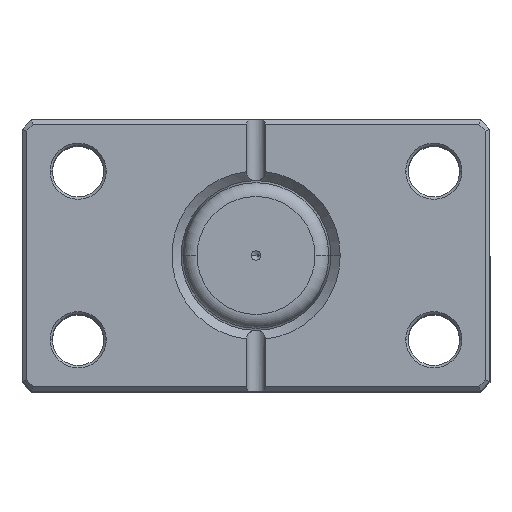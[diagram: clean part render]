
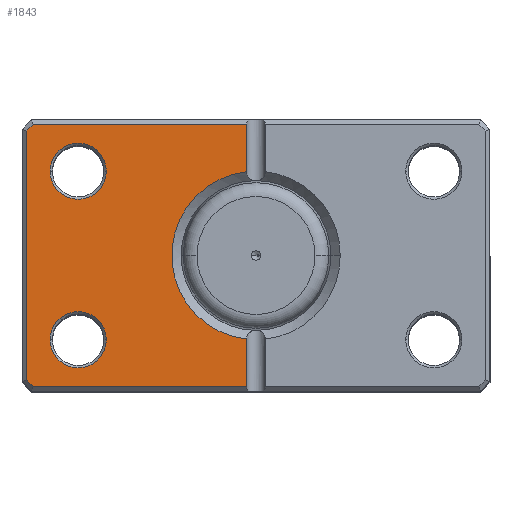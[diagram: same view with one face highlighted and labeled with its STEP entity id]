
A CAD part, top view. The second image highlights one B-rep face of the part: STEP entity #1843.
In plain terms, the highlighted face is planar.
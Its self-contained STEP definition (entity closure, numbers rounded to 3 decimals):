
#55 = DIRECTION ( 'NONE',  ( 0., -1., 0. ) ) ;
#275 = ORIENTED_EDGE ( 'NONE', *, *, #5293, .T. ) ;
#383 = DIRECTION ( 'NONE',  ( 0., 1., 0. ) ) ;
#422 = ORIENTED_EDGE ( 'NONE', *, *, #863, .T. ) ;
#551 = DIRECTION ( 'NONE',  ( 0., 0., 1. ) ) ;
#712 = LINE ( 'NONE', #5419, #3033 ) ;
#762 = VERTEX_POINT ( 'NONE', #2924 ) ;
#780 = EDGE_LOOP ( 'NONE', ( #2769, #4073 ) ) ;
#808 = EDGE_CURVE ( 'NONE', #4285, #2574, #2634, .T. ) ;
#851 = CARTESIAN_POINT ( 'NONE',  ( 0., -28., 0. ) ) ;
#856 = LINE ( 'NONE', #5081, #5897 ) ;
#863 = EDGE_CURVE ( 'NONE', #4604, #5220, #2494, .T. ) ;
#1017 = CARTESIAN_POINT ( 'NONE',  ( 47.586, -28., 0. ) ) ;
#1065 = CIRCLE ( 'NONE', #3468, 18. ) ;
#1090 = CARTESIAN_POINT ( 'NONE',  ( 49., 0., 0. ) ) ;
#1244 = CARTESIAN_POINT ( 'NONE',  ( 2., 28., 0. ) ) ;
#1254 = CARTESIAN_POINT ( 'NONE',  ( 37.793, -37.793, 0. ) ) ;
#1343 = VECTOR ( 'NONE', #4637, 1000. ) ;
#1366 = LINE ( 'NONE', #1090, #2638 ) ;
#1526 = CARTESIAN_POINT ( 'NONE',  ( 49., -26.586, 0. ) ) ;
#1551 = FACE_BOUND ( 'NONE', #780, .T. ) ;
#1740 = DIRECTION ( 'NONE',  ( 0., 0., 1. ) ) ;
#1806 = VERTEX_POINT ( 'NONE', #5772 ) ;
#1817 = ORIENTED_EDGE ( 'NONE', *, *, #2101, .T. ) ;
#1843 = ADVANCED_FACE ( 'NONE', ( #1551, #2803, #2957 ), #3917, .F. ) ;
#1890 = AXIS2_PLACEMENT_3D ( 'NONE', #4542, #5856, #4599 ) ;
#1950 = VERTEX_POINT ( 'NONE', #3019 ) ;
#1970 = ORIENTED_EDGE ( 'NONE', *, *, #4743, .T. ) ;
#2015 = CARTESIAN_POINT ( 'NONE',  ( 0., 0., 0. ) ) ;
#2017 = CARTESIAN_POINT ( 'NONE',  ( 32., -18., 0. ) ) ;
#2101 = EDGE_CURVE ( 'NONE', #5220, #4144, #712, .T. ) ;
#2179 = CARTESIAN_POINT ( 'NONE',  ( 49., 26.586, 0. ) ) ;
#2281 = CARTESIAN_POINT ( 'NONE',  ( 38., 18., 0. ) ) ;
#2462 = CARTESIAN_POINT ( 'NONE',  ( 38., 18., 0. ) ) ;
#2484 = DIRECTION ( 'NONE',  ( 0., 0., 1. ) ) ;
#2494 = LINE ( 'NONE', #3570, #4753 ) ;
#2574 = VERTEX_POINT ( 'NONE', #5241 ) ;
#2634 = CIRCLE ( 'NONE', #1890, 6. ) ;
#2638 = VECTOR ( 'NONE', #55, 1000. ) ;
#2752 = DIRECTION ( 'NONE',  ( 1., 0., 0. ) ) ;
#2769 = ORIENTED_EDGE ( 'NONE', *, *, #808, .T. ) ;
#2803 = FACE_BOUND ( 'NONE', #3399, .T. ) ;
#2924 = CARTESIAN_POINT ( 'NONE',  ( 32., 18., 0. ) ) ;
#2936 = DIRECTION ( 'NONE',  ( 1., 0., 0. ) ) ;
#2957 = FACE_OUTER_BOUND ( 'NONE', #4541, .T. ) ;
#2998 = DIRECTION ( 'NONE',  ( 1., 0., 0. ) ) ;
#3003 = DIRECTION ( 'NONE',  ( 0., 1., 0. ) ) ;
#3019 = CARTESIAN_POINT ( 'NONE',  ( 44., 18., 0. ) ) ;
#3033 = VECTOR ( 'NONE', #2998, 1000. ) ;
#3083 = ORIENTED_EDGE ( 'NONE', *, *, #3589, .T. ) ;
#3155 = DIRECTION ( 'NONE',  ( 0.707, -0.707, 0. ) ) ;
#3328 = DIRECTION ( 'NONE',  ( -1., 0., 0. ) ) ;
#3399 = EDGE_LOOP ( 'NONE', ( #5363, #275 ) ) ;
#3468 = AXIS2_PLACEMENT_3D ( 'NONE', #3519, #551, #3998 ) ;
#3519 = CARTESIAN_POINT ( 'NONE',  ( 0., 0., 0. ) ) ;
#3542 = CIRCLE ( 'NONE', #5449, 6. ) ;
#3570 = CARTESIAN_POINT ( 'NONE',  ( 2., 29., 0. ) ) ;
#3589 = EDGE_CURVE ( 'NONE', #4144, #3782, #856, .T. ) ;
#3760 = VECTOR ( 'NONE', #383, 1000. ) ;
#3782 = VERTEX_POINT ( 'NONE', #2179 ) ;
#3802 = EDGE_CURVE ( 'NONE', #2574, #4285, #6189, .T. ) ;
#3908 = LINE ( 'NONE', #1254, #1343 ) ;
#3917 = PLANE ( 'NONE',  #4349 ) ;
#3924 = CIRCLE ( 'NONE', #4596, 6. ) ;
#3998 = DIRECTION ( 'NONE',  ( 1., 0., 0. ) ) ;
#4073 = ORIENTED_EDGE ( 'NONE', *, *, #3802, .T. ) ;
#4144 = VERTEX_POINT ( 'NONE', #4320 ) ;
#4216 = ORIENTED_EDGE ( 'NONE', *, *, #5505, .T. ) ;
#4242 = VERTEX_POINT ( 'NONE', #1526 ) ;
#4285 = VERTEX_POINT ( 'NONE', #2017 ) ;
#4308 = VERTEX_POINT ( 'NONE', #1017 ) ;
#4320 = CARTESIAN_POINT ( 'NONE',  ( 47.586, 28., 0. ) ) ;
#4349 = AXIS2_PLACEMENT_3D ( 'NONE', #2015, #2484, #5851 ) ;
#4376 = ORIENTED_EDGE ( 'NONE', *, *, #4438, .T. ) ;
#4381 = VECTOR ( 'NONE', #3328, 1000. ) ;
#4438 = EDGE_CURVE ( 'NONE', #3782, #4242, #1366, .T. ) ;
#4467 = CARTESIAN_POINT ( 'NONE',  ( 2., -28., 0. ) ) ;
#4541 = EDGE_LOOP ( 'NONE', ( #4216, #5511, #422, #1817, #3083, #4376, #5652, #1970 ) ) ;
#4542 = CARTESIAN_POINT ( 'NONE',  ( 38., -18., 0. ) ) ;
#4596 = AXIS2_PLACEMENT_3D ( 'NONE', #2462, #5830, #2936 ) ;
#4599 = DIRECTION ( 'NONE',  ( 1., 0., 0. ) ) ;
#4604 = VERTEX_POINT ( 'NONE', #5174 ) ;
#4622 = CARTESIAN_POINT ( 'NONE',  ( 38., -18., 0. ) ) ;
#4637 = DIRECTION ( 'NONE',  ( -0.707, -0.707, 0. ) ) ;
#4743 = EDGE_CURVE ( 'NONE', #4308, #6329, #5656, .T. ) ;
#4753 = VECTOR ( 'NONE', #3003, 1000. ) ;
#4870 = EDGE_CURVE ( 'NONE', #762, #1950, #3924, .T. ) ;
#5046 = LINE ( 'NONE', #5291, #3760 ) ;
#5081 = CARTESIAN_POINT ( 'NONE',  ( 37.793, 37.793, 0. ) ) ;
#5099 = DIRECTION ( 'NONE',  ( 1., 0., 0. ) ) ;
#5174 = CARTESIAN_POINT ( 'NONE',  ( 2., 17.889, 0. ) ) ;
#5220 = VERTEX_POINT ( 'NONE', #1244 ) ;
#5241 = CARTESIAN_POINT ( 'NONE',  ( 44., -18., 0. ) ) ;
#5291 = CARTESIAN_POINT ( 'NONE',  ( 2., 29., 0. ) ) ;
#5293 = EDGE_CURVE ( 'NONE', #1950, #762, #3542, .T. ) ;
#5363 = ORIENTED_EDGE ( 'NONE', *, *, #4870, .T. ) ;
#5419 = CARTESIAN_POINT ( 'NONE',  ( 0., 28., 0. ) ) ;
#5449 = AXIS2_PLACEMENT_3D ( 'NONE', #2281, #5650, #2752 ) ;
#5505 = EDGE_CURVE ( 'NONE', #6329, #1806, #5046, .T. ) ;
#5511 = ORIENTED_EDGE ( 'NONE', *, *, #6336, .T. ) ;
#5589 = AXIS2_PLACEMENT_3D ( 'NONE', #4622, #1740, #5099 ) ;
#5650 = DIRECTION ( 'NONE',  ( 0., 0., 1. ) ) ;
#5652 = ORIENTED_EDGE ( 'NONE', *, *, #5921, .T. ) ;
#5656 = LINE ( 'NONE', #851, #4381 ) ;
#5772 = CARTESIAN_POINT ( 'NONE',  ( 2., -17.889, 0. ) ) ;
#5830 = DIRECTION ( 'NONE',  ( 0., 0., 1. ) ) ;
#5851 = DIRECTION ( 'NONE',  ( 1., 0., 0. ) ) ;
#5856 = DIRECTION ( 'NONE',  ( 0., 0., 1. ) ) ;
#5897 = VECTOR ( 'NONE', #3155, 1000. ) ;
#5921 = EDGE_CURVE ( 'NONE', #4242, #4308, #3908, .T. ) ;
#6189 = CIRCLE ( 'NONE', #5589, 6. ) ;
#6329 = VERTEX_POINT ( 'NONE', #4467 ) ;
#6336 = EDGE_CURVE ( 'NONE', #1806, #4604, #1065, .T. ) ;
